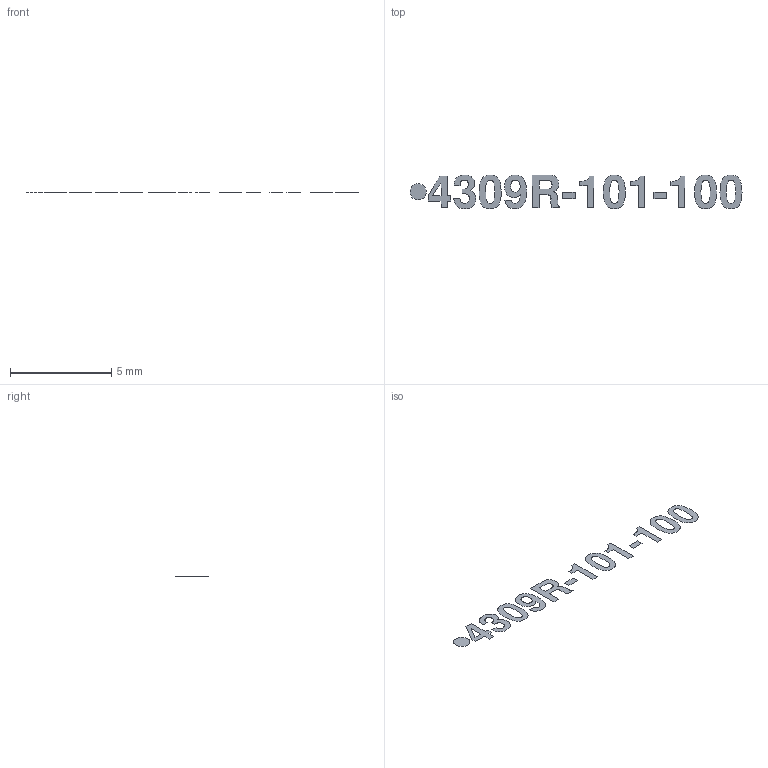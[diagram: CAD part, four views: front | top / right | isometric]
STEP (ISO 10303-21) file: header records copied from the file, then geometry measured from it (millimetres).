
FILE_DESCRIPTION(('FreeCAD Model'),'2;1');
FILE_NAME('Open CASCADE Shape Model','2023-04-17T21:35:39',('Author'),( ''),'Open CASCADE STEP processor 7.5','FreeCAD','Unknown');
FILE_SCHEMA(('AUTOMOTIVE_DESIGN { 1 0 10303 214 1 1 1 1 }'));
Length unit declared in the file: millimetre
Products named in the file (3): Bournes; Line01; Dot01
Assembly tree (2 placements, depth 2):
  Bournes
    Line01
    Dot01
Bounding box: 16.43 x 1.68 x 0 mm (x, y, z)
Surface area: 11.3 mm2 (no closed solid volume)
Topology: 0 solids, 14 shells, 14 faces, 126 edges, 126 vertices
Faces by surface type: plane 14
Entity records: 1414 total; most frequent: CARTESIAN_POINT 476, ORIENTED_EDGE 126, EDGE_CURVE 126, VERTEX_POINT 126, DIRECTION 92, B_SPLINE_CURVE_WITH_KNOTS 69, LINE 56, VECTOR 56
